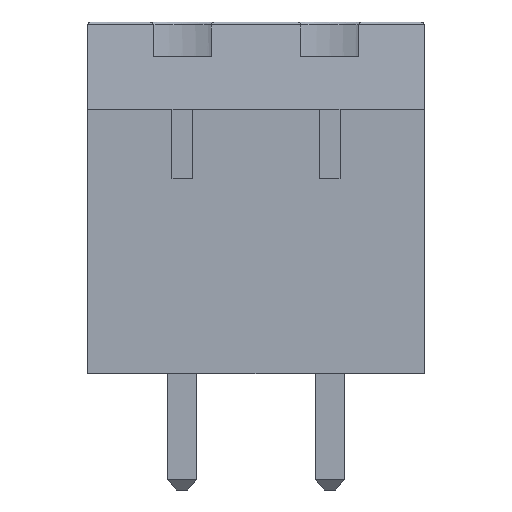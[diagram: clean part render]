
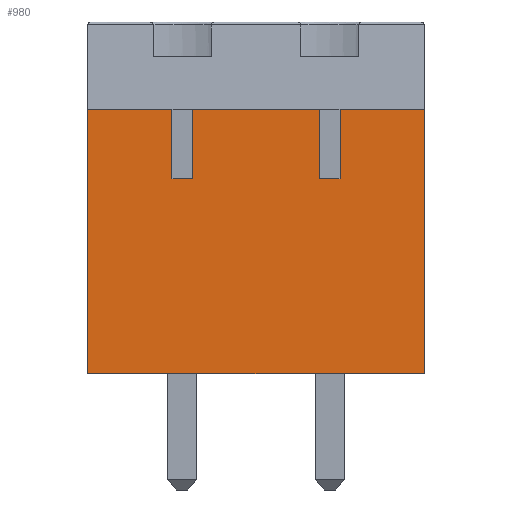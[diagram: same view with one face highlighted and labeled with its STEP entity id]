
A CAD part, front view. The second image highlights one B-rep face of the part: STEP entity #980.
In plain terms, the highlighted planar face has unit normal (0, -1, 0).
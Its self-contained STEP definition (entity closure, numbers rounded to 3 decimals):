
#408 = VERTEX_POINT('',#409);
#409 = CARTESIAN_POINT('',(-3.16,-4.25,9.15));
#447 = VERTEX_POINT('',#448);
#448 = CARTESIAN_POINT('',(-3.16,-4.25,0.05));
#454 = EDGE_CURVE('',#447,#408,#455,.T.);
#455 = LINE('',#456,#457);
#456 = CARTESIAN_POINT('',(-3.16,-4.25,0.05));
#457 = VECTOR('',#458,1.);
#458 = DIRECTION('',(0.,0.,1.));
#727 = VERTEX_POINT('',#728);
#728 = CARTESIAN_POINT('',(8.4,-4.25,9.15));
#734 = EDGE_CURVE('',#735,#727,#737,.T.);
#735 = VERTEX_POINT('',#736);
#736 = CARTESIAN_POINT('',(8.4,-4.25,0.05));
#737 = LINE('',#738,#739);
#738 = CARTESIAN_POINT('',(8.4,-4.25,0.05));
#739 = VECTOR('',#740,1.);
#740 = DIRECTION('',(0.,0.,1.));
#980 = ADVANCED_FACE('',(#981),#1061,.T.);
#981 = FACE_BOUND('',#982,.T.);
#982 = EDGE_LOOP('',(#983,#993,#1001,#1009,#1017,#1025,#1031,#1032,#1038
    ,#1039,#1047,#1055));
#983 = ORIENTED_EDGE('',*,*,#984,.T.);
#984 = EDGE_CURVE('',#985,#987,#989,.T.);
#985 = VERTEX_POINT('',#986);
#986 = CARTESIAN_POINT('',(4.81,-4.25,6.75));
#987 = VERTEX_POINT('',#988);
#988 = CARTESIAN_POINT('',(4.81,-4.25,9.15));
#989 = LINE('',#990,#991);
#990 = CARTESIAN_POINT('',(4.81,-4.25,0.05));
#991 = VECTOR('',#992,1.);
#992 = DIRECTION('',(0.,0.,1.));
#993 = ORIENTED_EDGE('',*,*,#994,.T.);
#994 = EDGE_CURVE('',#987,#995,#997,.T.);
#995 = VERTEX_POINT('',#996);
#996 = CARTESIAN_POINT('',(0.43,-4.25,9.15));
#997 = LINE('',#998,#999);
#998 = CARTESIAN_POINT('',(8.4,-4.25,9.15));
#999 = VECTOR('',#1000,1.);
#1000 = DIRECTION('',(-1.,-0.,0.));
#1001 = ORIENTED_EDGE('',*,*,#1002,.T.);
#1002 = EDGE_CURVE('',#995,#1003,#1005,.T.);
#1003 = VERTEX_POINT('',#1004);
#1004 = CARTESIAN_POINT('',(0.43,-4.25,6.75));
#1005 = LINE('',#1006,#1007);
#1006 = CARTESIAN_POINT('',(0.43,-4.25,0.05));
#1007 = VECTOR('',#1008,1.);
#1008 = DIRECTION('',(0.,0.,-1.));
#1009 = ORIENTED_EDGE('',*,*,#1010,.T.);
#1010 = EDGE_CURVE('',#1003,#1011,#1013,.T.);
#1011 = VERTEX_POINT('',#1012);
#1012 = CARTESIAN_POINT('',(-0.27,-4.25,6.75));
#1013 = LINE('',#1014,#1015);
#1014 = CARTESIAN_POINT('',(8.4,-4.25,6.75));
#1015 = VECTOR('',#1016,1.);
#1016 = DIRECTION('',(-1.,-0.,0.));
#1017 = ORIENTED_EDGE('',*,*,#1018,.T.);
#1018 = EDGE_CURVE('',#1011,#1019,#1021,.T.);
#1019 = VERTEX_POINT('',#1020);
#1020 = CARTESIAN_POINT('',(-0.27,-4.25,9.15));
#1021 = LINE('',#1022,#1023);
#1022 = CARTESIAN_POINT('',(-0.27,-4.25,0.05));
#1023 = VECTOR('',#1024,1.);
#1024 = DIRECTION('',(0.,0.,1.));
#1025 = ORIENTED_EDGE('',*,*,#1026,.T.);
#1026 = EDGE_CURVE('',#1019,#408,#1027,.T.);
#1027 = LINE('',#1028,#1029);
#1028 = CARTESIAN_POINT('',(8.4,-4.25,9.15));
#1029 = VECTOR('',#1030,1.);
#1030 = DIRECTION('',(-1.,-0.,0.));
#1031 = ORIENTED_EDGE('',*,*,#454,.F.);
#1032 = ORIENTED_EDGE('',*,*,#1033,.T.);
#1033 = EDGE_CURVE('',#447,#735,#1034,.T.);
#1034 = LINE('',#1035,#1036);
#1035 = CARTESIAN_POINT('',(8.4,-4.25,0.05));
#1036 = VECTOR('',#1037,1.);
#1037 = DIRECTION('',(1.,0.,0.));
#1038 = ORIENTED_EDGE('',*,*,#734,.T.);
#1039 = ORIENTED_EDGE('',*,*,#1040,.T.);
#1040 = EDGE_CURVE('',#727,#1041,#1043,.T.);
#1041 = VERTEX_POINT('',#1042);
#1042 = CARTESIAN_POINT('',(5.51,-4.25,9.15));
#1043 = LINE('',#1044,#1045);
#1044 = CARTESIAN_POINT('',(8.4,-4.25,9.15));
#1045 = VECTOR('',#1046,1.);
#1046 = DIRECTION('',(-1.,-0.,0.));
#1047 = ORIENTED_EDGE('',*,*,#1048,.T.);
#1048 = EDGE_CURVE('',#1041,#1049,#1051,.T.);
#1049 = VERTEX_POINT('',#1050);
#1050 = CARTESIAN_POINT('',(5.51,-4.25,6.75));
#1051 = LINE('',#1052,#1053);
#1052 = CARTESIAN_POINT('',(5.51,-4.25,0.05));
#1053 = VECTOR('',#1054,1.);
#1054 = DIRECTION('',(0.,0.,-1.));
#1055 = ORIENTED_EDGE('',*,*,#1056,.T.);
#1056 = EDGE_CURVE('',#1049,#985,#1057,.T.);
#1057 = LINE('',#1058,#1059);
#1058 = CARTESIAN_POINT('',(8.4,-4.25,6.75));
#1059 = VECTOR('',#1060,1.);
#1060 = DIRECTION('',(-1.,-0.,0.));
#1061 = PLANE('',#1062);
#1062 = AXIS2_PLACEMENT_3D('',#1063,#1064,#1065);
#1063 = CARTESIAN_POINT('',(8.4,-4.25,0.05));
#1064 = DIRECTION('',(0.,-1.,0.));
#1065 = DIRECTION('',(0.,0.,-1.));
